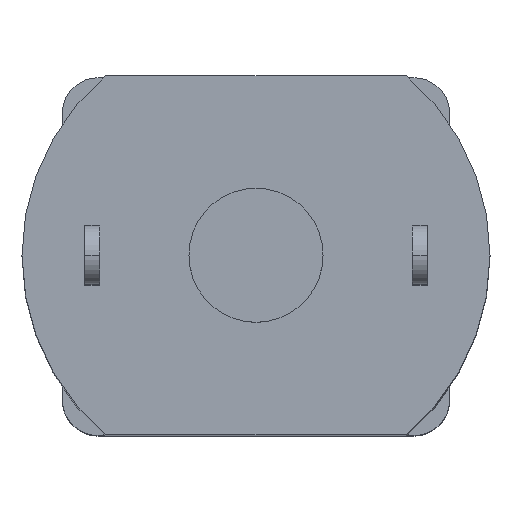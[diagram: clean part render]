
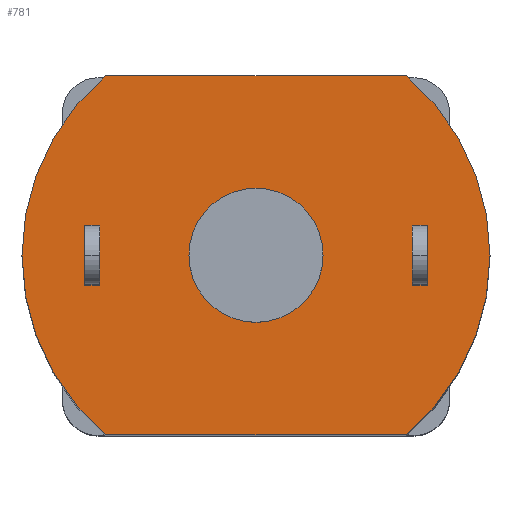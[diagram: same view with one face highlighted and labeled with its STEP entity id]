
A CAD part, top view. The second image highlights one B-rep face of the part: STEP entity #781.
In plain terms, the highlighted planar face has unit normal (0, 0, 1).
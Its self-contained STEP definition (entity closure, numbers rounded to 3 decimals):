
#524=CARTESIAN_POINT('',(0.961,11.519,0.));
#525=VERTEX_POINT('',#524);
#526=CARTESIAN_POINT('',(11.039,11.519,0.));
#527=VERTEX_POINT('',#526);
#528=CARTESIAN_POINT('',(0.961,11.519,0.));
#529=DIRECTION('',(1.,0.,0.));
#530=VECTOR('',#529,10.079);
#531=LINE('',#528,#530);
#532=EDGE_CURVE('',#525,#527,#531,.T.);
#564=CARTESIAN_POINT('',(0.961,-0.519,0.));
#565=VERTEX_POINT('',#564);
#566=CARTESIAN_POINT('',(6.,5.5,0.));
#567=DIRECTION('',(0.,0.,1.));
#568=DIRECTION('',(1.,0.,-0.));
#569=AXIS2_PLACEMENT_3D('',#566,#567,#568);
#570=CIRCLE('',#569,7.85);
#571=EDGE_CURVE('',#525,#565,#570,.T.);
#597=CARTESIAN_POINT('',(11.039,-0.519,0.));
#598=VERTEX_POINT('',#597);
#599=CARTESIAN_POINT('',(0.961,-0.519,0.));
#600=DIRECTION('',(1.,-0.,0.));
#601=VECTOR('',#600,10.079);
#602=LINE('',#599,#601);
#603=EDGE_CURVE('',#565,#598,#602,.T.);
#628=CARTESIAN_POINT('',(13.85,5.5,0.));
#629=VERTEX_POINT('',#628);
#646=CARTESIAN_POINT('',(6.,5.5,0.));
#647=DIRECTION('',(0.,0.,1.));
#648=DIRECTION('',(1.,0.,-0.));
#649=AXIS2_PLACEMENT_3D('',#646,#647,#648);
#650=CIRCLE('',#649,7.85);
#651=EDGE_CURVE('',#629,#527,#650,.T.);
#675=CARTESIAN_POINT('',(0.,0.,0.));
#676=DIRECTION('',(0.,0.,1.));
#677=DIRECTION('',(1.,0.,0.));
#678=AXIS2_PLACEMENT_3D('',#675,#676,#677);
#679=PLANE('',#678);
#680=CARTESIAN_POINT('',(0.25,4.5,0.));
#681=VERTEX_POINT('',#680);
#682=CARTESIAN_POINT('',(0.25,6.5,0.));
#683=VERTEX_POINT('',#682);
#684=CARTESIAN_POINT('',(0.25,4.5,0.));
#685=DIRECTION('',(0.,1.,0.));
#686=VECTOR('',#685,2.);
#687=LINE('',#684,#686);
#688=EDGE_CURVE('',#681,#683,#687,.T.);
#689=ORIENTED_EDGE('',*,*,#688,.T.);
#690=CARTESIAN_POINT('',(0.75,6.5,0.));
#691=VERTEX_POINT('',#690);
#692=CARTESIAN_POINT('',(0.25,6.5,0.));
#693=DIRECTION('',(1.,0.,-0.));
#694=VECTOR('',#693,0.5);
#695=LINE('',#692,#694);
#696=EDGE_CURVE('',#683,#691,#695,.T.);
#697=ORIENTED_EDGE('',*,*,#696,.T.);
#698=CARTESIAN_POINT('',(0.75,4.5,0.));
#699=VERTEX_POINT('',#698);
#700=CARTESIAN_POINT('',(0.75,6.5,0.));
#701=DIRECTION('',(0.,-1.,0.));
#702=VECTOR('',#701,2.);
#703=LINE('',#700,#702);
#704=EDGE_CURVE('',#691,#699,#703,.T.);
#705=ORIENTED_EDGE('',*,*,#704,.T.);
#706=CARTESIAN_POINT('',(0.75,4.5,0.));
#707=DIRECTION('',(-1.,0.,0.));
#708=VECTOR('',#707,0.5);
#709=LINE('',#706,#708);
#710=EDGE_CURVE('',#699,#681,#709,.T.);
#711=ORIENTED_EDGE('',*,*,#710,.T.);
#712=EDGE_LOOP('',(#689,#697,#705,#711));
#713=FACE_BOUND('',#712,.T.);
#714=CARTESIAN_POINT('',(11.25,4.5,0.));
#715=VERTEX_POINT('',#714);
#716=CARTESIAN_POINT('',(11.25,6.5,0.));
#717=VERTEX_POINT('',#716);
#718=CARTESIAN_POINT('',(11.25,4.5,0.));
#719=DIRECTION('',(0.,1.,0.));
#720=VECTOR('',#719,2.);
#721=LINE('',#718,#720);
#722=EDGE_CURVE('',#715,#717,#721,.T.);
#723=ORIENTED_EDGE('',*,*,#722,.T.);
#724=CARTESIAN_POINT('',(11.75,6.5,0.));
#725=VERTEX_POINT('',#724);
#726=CARTESIAN_POINT('',(11.25,6.5,0.));
#727=DIRECTION('',(1.,0.,-0.));
#728=VECTOR('',#727,0.5);
#729=LINE('',#726,#728);
#730=EDGE_CURVE('',#717,#725,#729,.T.);
#731=ORIENTED_EDGE('',*,*,#730,.T.);
#732=CARTESIAN_POINT('',(11.75,4.5,0.));
#733=VERTEX_POINT('',#732);
#734=CARTESIAN_POINT('',(11.75,6.5,0.));
#735=DIRECTION('',(0.,-1.,0.));
#736=VECTOR('',#735,2.);
#737=LINE('',#734,#736);
#738=EDGE_CURVE('',#725,#733,#737,.T.);
#739=ORIENTED_EDGE('',*,*,#738,.T.);
#740=CARTESIAN_POINT('',(11.75,4.5,0.));
#741=DIRECTION('',(-1.,0.,0.));
#742=VECTOR('',#741,0.5);
#743=LINE('',#740,#742);
#744=EDGE_CURVE('',#733,#715,#743,.T.);
#745=ORIENTED_EDGE('',*,*,#744,.T.);
#746=EDGE_LOOP('',(#723,#731,#739,#745));
#747=FACE_BOUND('',#746,.T.);
#748=CARTESIAN_POINT('',(3.75,5.5,0.));
#749=VERTEX_POINT('',#748);
#750=CARTESIAN_POINT('',(8.25,5.5,0.));
#751=VERTEX_POINT('',#750);
#752=CARTESIAN_POINT('',(6.,5.5,0.));
#753=DIRECTION('',(0.,0.,1.));
#754=DIRECTION('',(1.,0.,-0.));
#755=AXIS2_PLACEMENT_3D('',#752,#753,#754);
#756=CIRCLE('',#755,2.25);
#757=EDGE_CURVE('',#749,#751,#756,.T.);
#758=ORIENTED_EDGE('',*,*,#757,.F.);
#759=CARTESIAN_POINT('',(6.,5.5,0.));
#760=DIRECTION('',(0.,0.,1.));
#761=DIRECTION('',(1.,0.,-0.));
#762=AXIS2_PLACEMENT_3D('',#759,#760,#761);
#763=CIRCLE('',#762,2.25);
#764=EDGE_CURVE('',#751,#749,#763,.T.);
#765=ORIENTED_EDGE('',*,*,#764,.F.);
#766=EDGE_LOOP('',(#758,#765));
#767=FACE_BOUND('',#766,.T.);
#768=ORIENTED_EDGE('',*,*,#532,.F.);
#769=ORIENTED_EDGE('',*,*,#571,.T.);
#770=ORIENTED_EDGE('',*,*,#603,.T.);
#771=CARTESIAN_POINT('',(6.,5.5,0.));
#772=DIRECTION('',(0.,0.,1.));
#773=DIRECTION('',(1.,0.,-0.));
#774=AXIS2_PLACEMENT_3D('',#771,#772,#773);
#775=CIRCLE('',#774,7.85);
#776=EDGE_CURVE('',#598,#629,#775,.T.);
#777=ORIENTED_EDGE('',*,*,#776,.T.);
#778=ORIENTED_EDGE('',*,*,#651,.T.);
#779=EDGE_LOOP('',(#768,#769,#770,#777,#778));
#780=FACE_BOUND('',#779,.T.);
#781=ADVANCED_FACE('',(#713,#747,#767,#780),#679,.T.);
